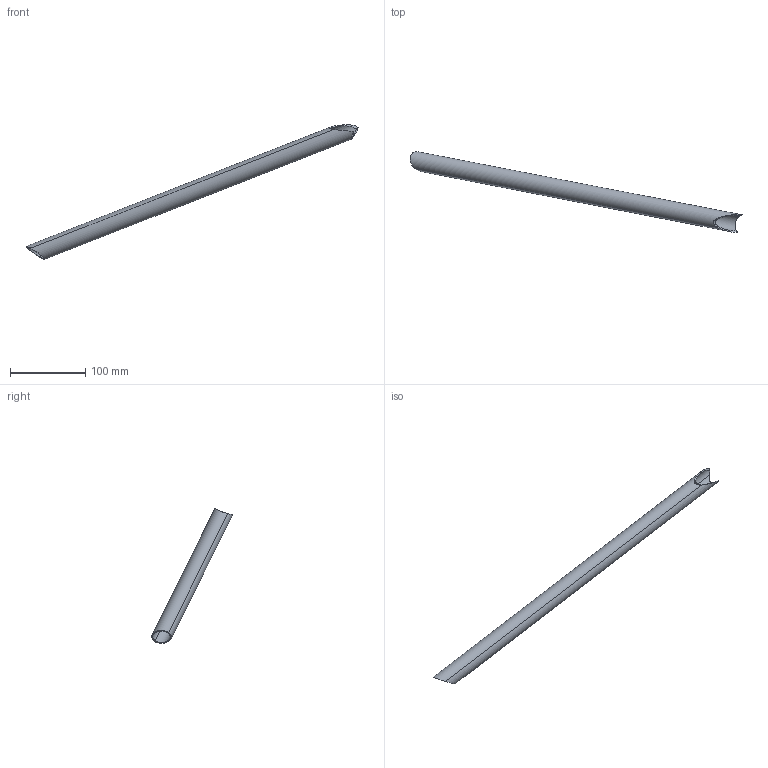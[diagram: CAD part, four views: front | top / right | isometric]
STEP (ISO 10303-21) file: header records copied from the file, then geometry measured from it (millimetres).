
FILE_DESCRIPTION(('STEP AP214'),'1');
FILE_NAME('5.stp','2018-02-08T14:32:29',(' '),(' '),'Spatial InterOp 3D',' ',' ');
FILE_SCHEMA(('automotive_design'));
Length unit declared in the file: metre
Products named in the file (1): Corps1
Bounding box: 441.69 x 107.44 x 179.1 mm (x, y, z)
Volume: 49961.9 mm3; surface area: 66962.9 mm2
Topology: 1 solids, 1 shells, 8 faces, 23 edges, 16 vertices
Faces by surface type: cylinder 7, plane 1
Entity records: 800 total; most frequent: CARTESIAN_POINT 504, ORIENTED_EDGE 46, DIRECTION 39, EDGE_CURVE 23, AXIS2_PLACEMENT_3D 17, VERTEX_POINT 16, B_SPLINE_CURVE_WITH_KNOTS 10, STYLED_ITEM 9
